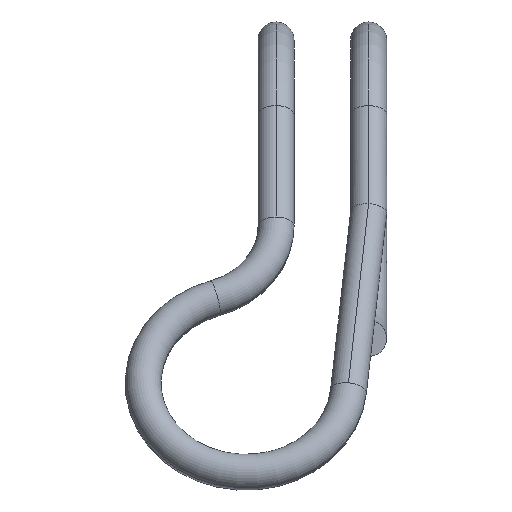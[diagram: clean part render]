
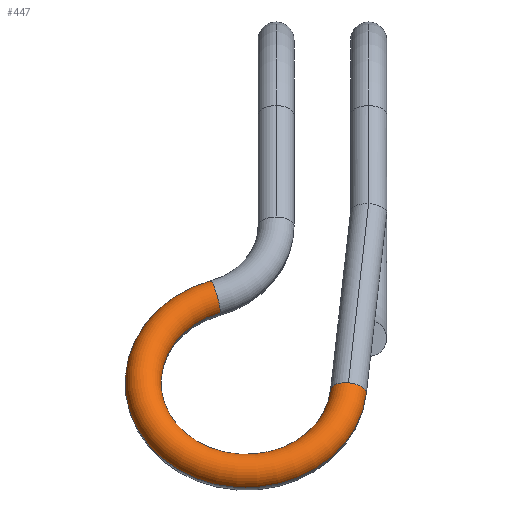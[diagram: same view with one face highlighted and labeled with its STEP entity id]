
A CAD part, front view. The second image highlights one B-rep face of the part: STEP entity #447.
In plain terms, the highlighted toroidal (fillet/blend) face has major radius 20 mm and minor radius 3.5 mm.
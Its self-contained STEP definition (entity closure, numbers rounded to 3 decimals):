
#1 = CARTESIAN_POINT ( 'NONE',  ( -30.927, -44.05, -18.297 ) ) ;
#7 = DIRECTION ( 'NONE',  ( 0., 0.5, 0.866 ) ) ;
#12 = VERTEX_POINT ( 'NONE', #256 ) ;
#15 = EDGE_LOOP ( 'NONE', ( #343, #423, #396, #320, #165 ) ) ;
#46 = CARTESIAN_POINT ( 'NONE',  ( -3.93, -59.256, -37.635 ) ) ;
#48 = AXIS2_PLACEMENT_3D ( 'NONE', #270, #422, #383 ) ;
#49 = DIRECTION ( 'NONE',  ( 0., 0.866, -0.5 ) ) ;
#53 = EDGE_CURVE ( 'NONE', #12, #282, #133, .T. ) ;
#63 = VERTEX_POINT ( 'NONE', #1 ) ;
#64 = AXIS2_PLACEMENT_3D ( 'NONE', #401, #293, #288 ) ;
#81 = CIRCLE ( 'NONE', #259, 3.5 ) ;
#82 = CARTESIAN_POINT ( 'NONE',  ( -3.93, -56.225, -39.385 ) ) ;
#95 = CARTESIAN_POINT ( 'NONE',  ( -29.87, -45.719, -21.187 ) ) ;
#112 = TOROIDAL_SURFACE ( 'NONE', #48, 20., 3.5 ) ;
#113 = CARTESIAN_POINT ( 'NONE',  ( -28.814, -47.387, -24.077 ) ) ;
#133 = CIRCLE ( 'NONE', #64, 16.5 ) ;
#147 = DIRECTION ( 'NONE',  ( -0.097, -0.498, -0.862 ) ) ;
#165 = ORIENTED_EDGE ( 'NONE', *, *, #221, .F. ) ;
#169 = DIRECTION ( 'NONE',  ( 0., 0.866, -0.5 ) ) ;
#193 = FACE_OUTER_BOUND ( 'NONE', #15, .T. ) ;
#221 = EDGE_CURVE ( 'NONE', #63, #282, #227, .T. ) ;
#227 = CIRCLE ( 'NONE', #287, 3.5 ) ;
#244 = EDGE_CURVE ( 'NONE', #271, #63, #410, .T. ) ;
#256 = CARTESIAN_POINT ( 'NONE',  ( -7.414, -56.055, -39.09 ) ) ;
#259 = AXIS2_PLACEMENT_3D ( 'NONE', #325, #147, #292 ) ;
#266 = AXIS2_PLACEMENT_3D ( 'NONE', #299, #332, #7 ) ;
#270 = CARTESIAN_POINT ( 'NONE',  ( -23.836, -55.252, -37.7 ) ) ;
#271 = VERTEX_POINT ( 'NONE', #445 ) ;
#282 = VERTEX_POINT ( 'NONE', #113 ) ;
#287 = AXIS2_PLACEMENT_3D ( 'NONE', #95, #394, #169 ) ;
#288 = DIRECTION ( 'NONE',  ( 0., 0.5, 0.866 ) ) ;
#292 = DIRECTION ( 'NONE',  ( 0., 0.866, -0.5 ) ) ;
#293 = DIRECTION ( 'NONE',  ( 0., 0.866, -0.5 ) ) ;
#299 = CARTESIAN_POINT ( 'NONE',  ( -23.836, -55.252, -37.7 ) ) ;
#320 = ORIENTED_EDGE ( 'NONE', *, *, #53, .T. ) ;
#325 = CARTESIAN_POINT ( 'NONE',  ( -3.93, -56.225, -39.385 ) ) ;
#332 = DIRECTION ( 'NONE',  ( 0., 0.866, -0.5 ) ) ;
#343 = ORIENTED_EDGE ( 'NONE', *, *, #244, .F. ) ;
#359 = EDGE_CURVE ( 'NONE', #271, #392, #81, .T. ) ;
#373 = AXIS2_PLACEMENT_3D ( 'NONE', #82, #376, #49 ) ;
#376 = DIRECTION ( 'NONE',  ( -0.097, -0.498, -0.862 ) ) ;
#378 = CIRCLE ( 'NONE', #373, 3.5 ) ;
#383 = DIRECTION ( 'NONE',  ( 0., 0.5, 0.866 ) ) ;
#392 = VERTEX_POINT ( 'NONE', #46 ) ;
#394 = DIRECTION ( 'NONE',  ( 0.953, 0.151, 0.261 ) ) ;
#396 = ORIENTED_EDGE ( 'NONE', *, *, #454, .T. ) ;
#401 = CARTESIAN_POINT ( 'NONE',  ( -23.836, -55.252, -37.7 ) ) ;
#410 = CIRCLE ( 'NONE', #266, 23.5 ) ;
#422 = DIRECTION ( 'NONE',  ( 0., 0.866, -0.5 ) ) ;
#423 = ORIENTED_EDGE ( 'NONE', *, *, #359, .T. ) ;
#445 = CARTESIAN_POINT ( 'NONE',  ( -0.447, -56.395, -39.679 ) ) ;
#447 = ADVANCED_FACE ( 'NONE', ( #193 ), #112, .T. ) ;
#454 = EDGE_CURVE ( 'NONE', #392, #12, #378, .T. ) ;
